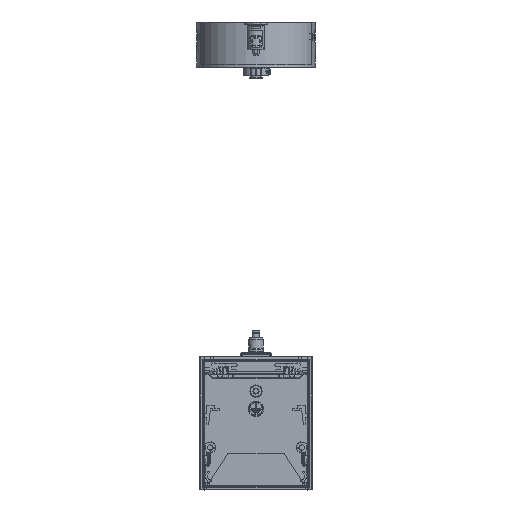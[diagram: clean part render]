
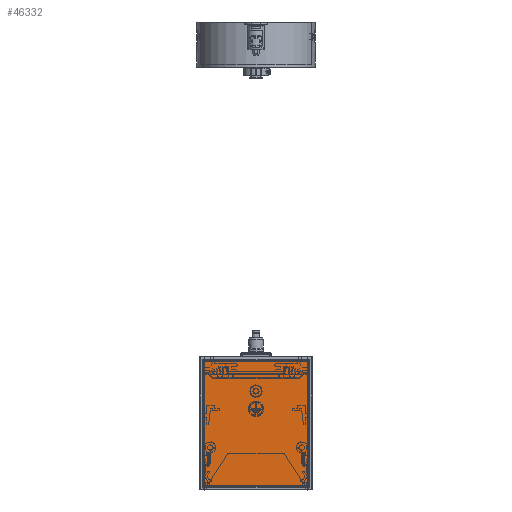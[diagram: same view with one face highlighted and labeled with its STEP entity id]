
A CAD part, front view. The second image highlights one B-rep face of the part: STEP entity #46332.
In plain terms, the highlighted planar face has unit normal (0, -1, 0).
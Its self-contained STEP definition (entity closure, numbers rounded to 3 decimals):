
#4211=CIRCLE('',#50772,0.001);
#4216=CIRCLE('',#50778,0.001);
#4438=CIRCLE('',#51252,0.001);
#4442=CIRCLE('',#51257,0.001);
#6602=FACE_OUTER_BOUND('',#9244,.T.);
#9244=EDGE_LOOP('',(#37344,#37345,#37346,#37347,#37348,#37349,#37350,#37351));
#12220=LINE('',#82340,#15380);
#12480=LINE('',#85361,#15640);
#12482=LINE('',#85398,#15642);
#12484=LINE('',#85431,#15644);
#15380=VECTOR('',#61850,10.);
#15640=VECTOR('',#63054,10.);
#15642=VECTOR('',#63068,10.);
#15644=VECTOR('',#63078,10.);
#20183=VERTEX_POINT('',#82328);
#20185=VERTEX_POINT('',#82331);
#20187=VERTEX_POINT('',#82337);
#20189=VERTEX_POINT('',#82367);
#20505=VERTEX_POINT('',#85360);
#20506=VERTEX_POINT('',#85388);
#20508=VERTEX_POINT('',#85394);
#20510=VERTEX_POINT('',#85424);
#25811=EDGE_CURVE('',#20185,#20183,#4211,.T.);
#25815=EDGE_CURVE('',#20183,#20187,#12220,.T.);
#25818=EDGE_CURVE('',#20187,#20189,#4216,.T.);
#26407=EDGE_CURVE('',#20185,#20505,#12480,.T.);
#26411=EDGE_CURVE('',#20505,#20506,#4438,.T.);
#26414=EDGE_CURVE('',#20506,#20508,#12482,.T.);
#26417=EDGE_CURVE('',#20508,#20510,#4442,.T.);
#26419=EDGE_CURVE('',#20510,#20189,#12484,.T.);
#37344=ORIENTED_EDGE('',*,*,#26419,.F.);
#37345=ORIENTED_EDGE('',*,*,#26417,.F.);
#37346=ORIENTED_EDGE('',*,*,#26414,.F.);
#37347=ORIENTED_EDGE('',*,*,#26411,.F.);
#37348=ORIENTED_EDGE('',*,*,#26407,.F.);
#37349=ORIENTED_EDGE('',*,*,#25811,.T.);
#37350=ORIENTED_EDGE('',*,*,#25815,.T.);
#37351=ORIENTED_EDGE('',*,*,#25818,.T.);
#41701=PLANE('',#51262);
#46332=ADVANCED_FACE('',(#6602),#41701,.F.);
#50772=AXIS2_PLACEMENT_3D('',#82332,#61840,#61841);
#50778=AXIS2_PLACEMENT_3D('',#82370,#61854,#61855);
#51252=AXIS2_PLACEMENT_3D('',#85392,#63061,#63062);
#51257=AXIS2_PLACEMENT_3D('',#85428,#63073,#63074);
#51262=AXIS2_PLACEMENT_3D('',#85438,#63088,#63089);
#61840=DIRECTION('center_axis',(0.,-1.,0.));
#61841=DIRECTION('ref_axis',(0.707,0.,-0.707));
#61850=DIRECTION('',(0.,0.,1.));
#61854=DIRECTION('center_axis',(0.,-1.,0.));
#61855=DIRECTION('ref_axis',(0.707,0.,0.707));
#63054=DIRECTION('',(-1.,0.,0.));
#63061=DIRECTION('center_axis',(0.,1.,0.));
#63062=DIRECTION('ref_axis',(-0.707,0.,-0.707));
#63068=DIRECTION('',(0.,0.,1.));
#63073=DIRECTION('center_axis',(0.,1.,0.));
#63074=DIRECTION('ref_axis',(-0.707,0.,0.707));
#63078=DIRECTION('',(1.,0.,0.));
#63088=DIRECTION('center_axis',(0.,1.,0.));
#63089=DIRECTION('ref_axis',(1.,0.,0.));
#82328=CARTESIAN_POINT('',(35.008,-2110.,-77.507));
#82331=CARTESIAN_POINT('',(35.007,-2110.,-77.508));
#82332=CARTESIAN_POINT('Origin',(35.007,-2110.,-77.507));
#82337=CARTESIAN_POINT('',(35.008,-2110.,6.507));
#82340=CARTESIAN_POINT('',(35.008,-2110.,-14.4));
#82367=CARTESIAN_POINT('',(35.007,-2110.,6.508));
#82370=CARTESIAN_POINT('Origin',(35.007,-2110.,6.507));
#85360=CARTESIAN_POINT('',(-35.007,-2110.,-77.508));
#85361=CARTESIAN_POINT('',(-17.6,-2110.,-77.508));
#85388=CARTESIAN_POINT('',(-35.008,-2110.,-77.507));
#85392=CARTESIAN_POINT('Origin',(-35.007,-2110.,-77.507));
#85394=CARTESIAN_POINT('',(-35.008,-2110.,6.507));
#85398=CARTESIAN_POINT('',(-35.008,-2110.,-14.4));
#85424=CARTESIAN_POINT('',(-35.007,-2110.,6.508));
#85428=CARTESIAN_POINT('Origin',(-35.007,-2110.,6.507));
#85431=CARTESIAN_POINT('',(17.6,-2110.,6.508));
#85438=CARTESIAN_POINT('Origin',(0.,-2110.,-35.5));
